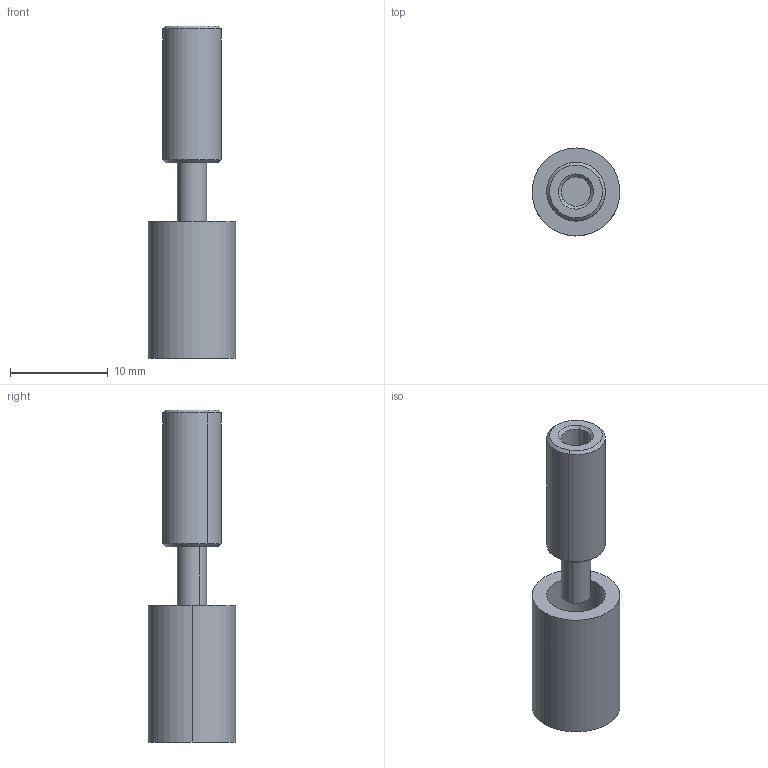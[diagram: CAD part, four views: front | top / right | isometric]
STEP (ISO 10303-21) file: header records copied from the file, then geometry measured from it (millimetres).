
FILE_DESCRIPTION (( 'STEP AP214' ), '1' );
FILE_NAME ('HT9Z-3PHB14.STEP', '2021-09-06T05:03:25', ( '' ), ( '' ), 'SwSTEP 2.0', 'SolidWorks 2019', '' );
FILE_SCHEMA (( 'AUTOMOTIVE_DESIGN' ));
Length unit declared in the file: millimetre
Products named in the file (3): HT3P-RUBBER-TUBE-14_蹬怮椔; BRL-314SE_蹬怮椔; HT9Z-3PHB14
Assembly tree (2 placements, depth 2):
  HT9Z-3PHB14
    HT3P-RUBBER-TUBE-14_蹬怮椔
    BRL-314SE_蹬怮椔
Bounding box: 9 x 9 x 34 mm (x, y, z)
Volume: 888.5 mm3; surface area: 1155.6 mm2
Topology: 2 solids, 2 shells, 22 faces, 42 edges, 26 vertices
Faces by surface type: cylinder 10, plane 6, cone 6
Entity records: 678 total; most frequent: DIRECTION 122, CARTESIAN_POINT 95, ORIENTED_EDGE 84, AXIS2_PLACEMENT_3D 53, EDGE_CURVE 42, VERTEX_POINT 26, CIRCLE 26, EDGE_LOOP 26
